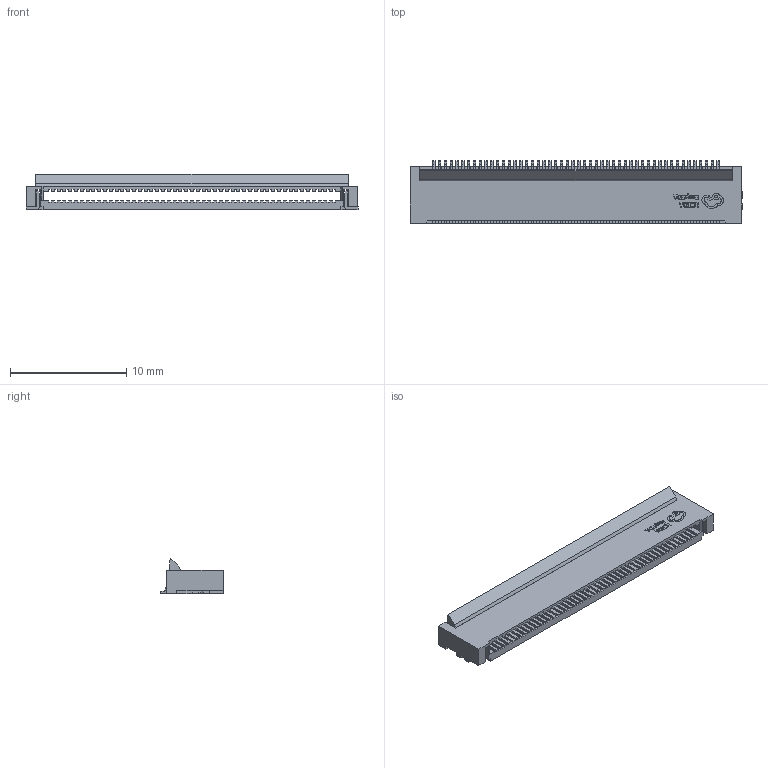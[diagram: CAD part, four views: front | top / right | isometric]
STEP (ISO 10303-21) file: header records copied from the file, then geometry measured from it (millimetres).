
FILE_DESCRIPTION (( 'STEP AP214' ), '1' );
FILE_NAME ('CONN-TH-50P_AFC24-S50FIA-00.step', '2022-08-03T09:21:53', ( '' ), ( '' ), 'SwSTEP 2.0', 'SolidWorks 2020', '' );
FILE_SCHEMA (( 'AUTOMOTIVE_DESIGN' ));
Length unit declared in the file: millimetre
Products named in the file (1): CONN-TH-50P_AFC24-S50FIA-00
Bounding box: 28.62 x 5.4 x 3.03 mm (x, y, z)
Volume: 153.7 mm3; surface area: 946.3 mm2
Topology: 67 solids, 67 shells, 1500 faces, 4090 edges, 2726 vertices
Faces by surface type: plane 1233, cylinder 155, bspline 112
Entity records: 64517 total; most frequent: CARTESIAN_POINT 10421, ORIENTED_EDGE 8180, DIRECTION 6950, EDGE_CURVE 4090, VECTOR 3552, LINE 3552, VERTEX_POINT 2726, AXIS2_PLACEMENT_3D 1699
